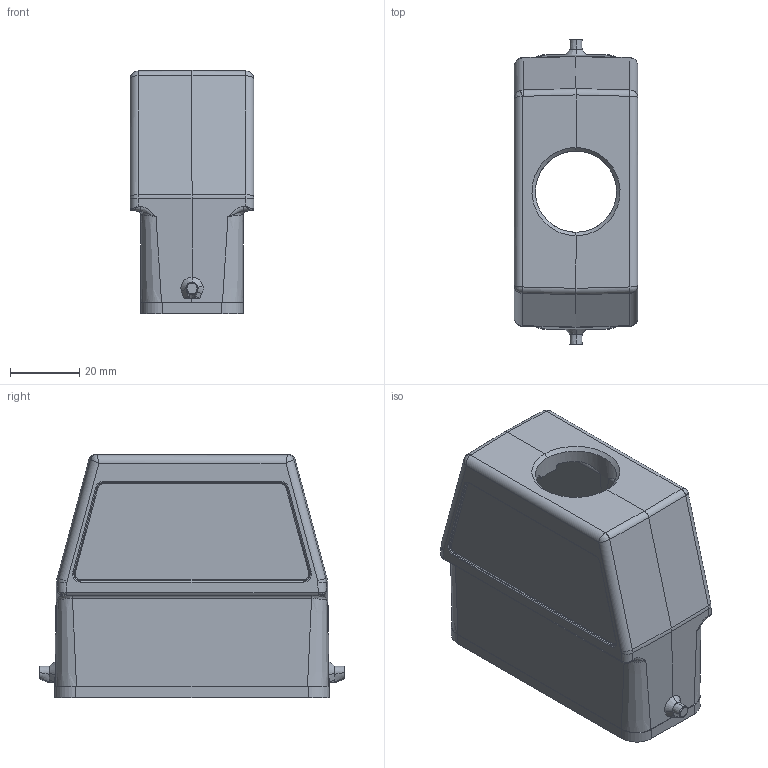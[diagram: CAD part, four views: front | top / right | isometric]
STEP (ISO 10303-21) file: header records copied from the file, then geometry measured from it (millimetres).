
FILE_DESCRIPTION(/* description */ (''),/* implementation_level */ '2;1');
FILE_NAME(/* name */ 'H16A-TEH-2B-XXX.stp',/* time_stamp */ '2023-06-13T11:25:29+08:00',/* author */ (''),/* organization */ (''),/* preprocessor_version */ 'ST-DEVELOPER v16',/* originating_system */ 'SIEMENS PLM Software NX 10.0',/* authorisation */ '');
FILE_SCHEMA (('AUTOMOTIVE_DESIGN { 1 0 10303 214 3 1 1 1 }'));
Length unit declared in the file: millimetre
Products named in the file (1): Admi3254406F68mg
Bounding box: 35.8 x 88.6 x 70.4 mm (x, y, z)
Volume: 62848.6 mm3; surface area: 31033.8 mm2
Topology: 1 solids, 1 shells, 326 faces, 812 edges, 476 vertices
Faces by surface type: cylinder 110, plane 87, bspline 80, cone 24, torus 16, extrusion 5, sphere 4
Full cylindrical faces by diameter (mm): 23.5 x1
Entity records: 15583 total; most frequent: CARTESIAN_POINT 8670, ORIENTED_EDGE 1568, DIRECTION 1192, EDGE_CURVE 784, VERTEX_POINT 475, AXIS2_PLACEMENT_3D 442, EDGE_LOOP 343, ADVANCED_FACE 326
